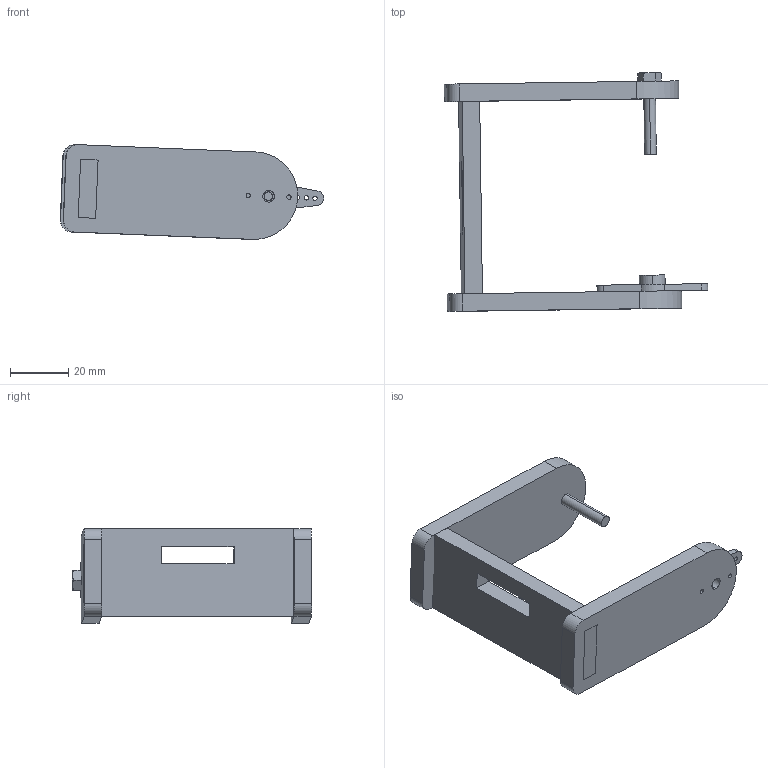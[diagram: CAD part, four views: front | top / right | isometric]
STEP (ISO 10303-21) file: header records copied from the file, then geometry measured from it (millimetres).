
FILE_DESCRIPTION (( 'STEP AP203' ), '1' );
FILE_NAME ('LINK_Default_sldprt.STEP', '2024-05-13T12:07:57', ( '' ), ( '' ), 'SwSTEP 2.0', 'SolidWorks 2023', '' );
FILE_SCHEMA (( 'CONFIG_CONTROL_DESIGN' ));
Length unit declared in the file: millimetre
Products named in the file (1): LINK_Default_sldprt
Bounding box: 90.38 x 82.03 x 32.49 mm (x, y, z)
Volume: 39514.6 mm3; surface area: 19192.1 mm2
Topology: 5 solids, 5 shells, 179 faces, 489 edges, 324 vertices
Faces by surface type: plane 104, cylinder 69, cone 6
Entity records: 5840 total; most frequent: CARTESIAN_POINT 1045, DIRECTION 981, ORIENTED_EDGE 978, EDGE_CURVE 489, LINE 333, VECTOR 333, VERTEX_POINT 324, AXIS2_PLACEMENT_3D 324
